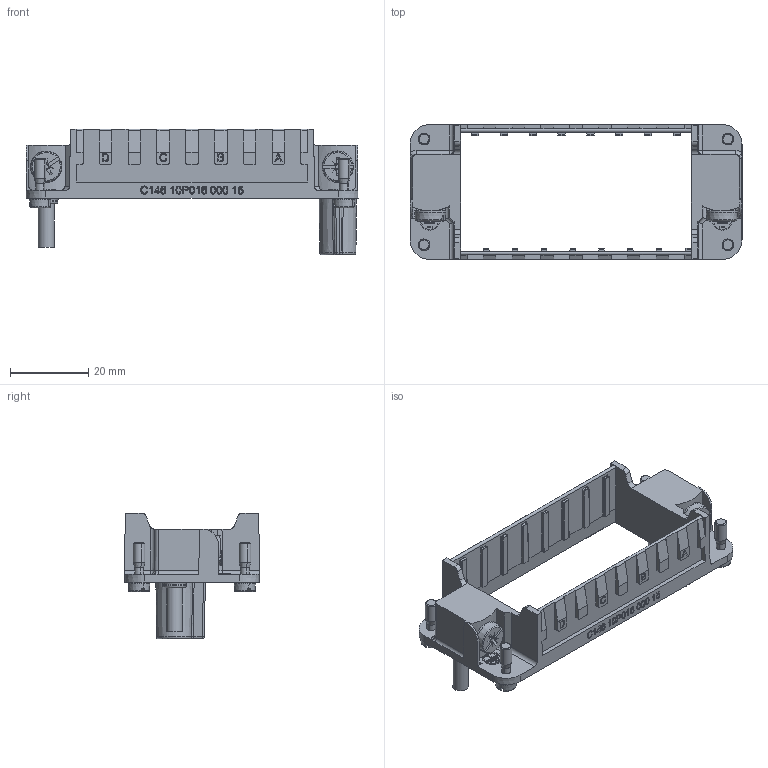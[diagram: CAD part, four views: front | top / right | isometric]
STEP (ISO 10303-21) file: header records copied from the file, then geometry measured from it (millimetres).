
FILE_DESCRIPTION(/* description */ (''),/* implementation_level */ '2;1');
FILE_NAME(/* name */ 'c146 10p016 000 15.stp',/* time_stamp */ '2017-12-12T10:41:52+01:00',/* author */ (''),/* organization */ (''),/* preprocessor_version */ 'ST-DEVELOPER v16',/* originating_system */ 'SIEMENS PLM Software NX 11.0',/* authorisation */ '');
FILE_SCHEMA (('AP203_CONFIGURATION_CONTROLLED_3D_DESIGN_OF_MECHANICAL_PARTS_AND_ASSEMBLIES_MIM_LF { 1 0 10303 403 2 1 2}'));
Products named in the file (1): 13245nxs001-01
Bounding box: 84.7 x 34.4 x 32.1 mm (x, y, z)
Volume: 11499.5 mm3; surface area: 11110.7 mm2
Topology: 1 solids, 1 shells, 1571 faces, 4010 edges, 2560 vertices
Faces by surface type: plane 859, cylinder 272, extrusion 252, cone 82, bspline 43, sphere 35, torus 28
Full cylindrical faces by diameter (mm): 3 x3, 3.6 x1, 4 x1, 4.5 x2, 6 x2, 8 x2
Entity records: 53854 total; most frequent: CARTESIAN_POINT 17210, ORIENTED_EDGE 7914, DIRECTION 6705, EDGE_CURVE 3957, VECTOR 2723, VERTEX_POINT 2557, LINE 2471, AXIS2_PLACEMENT_3D 1991
